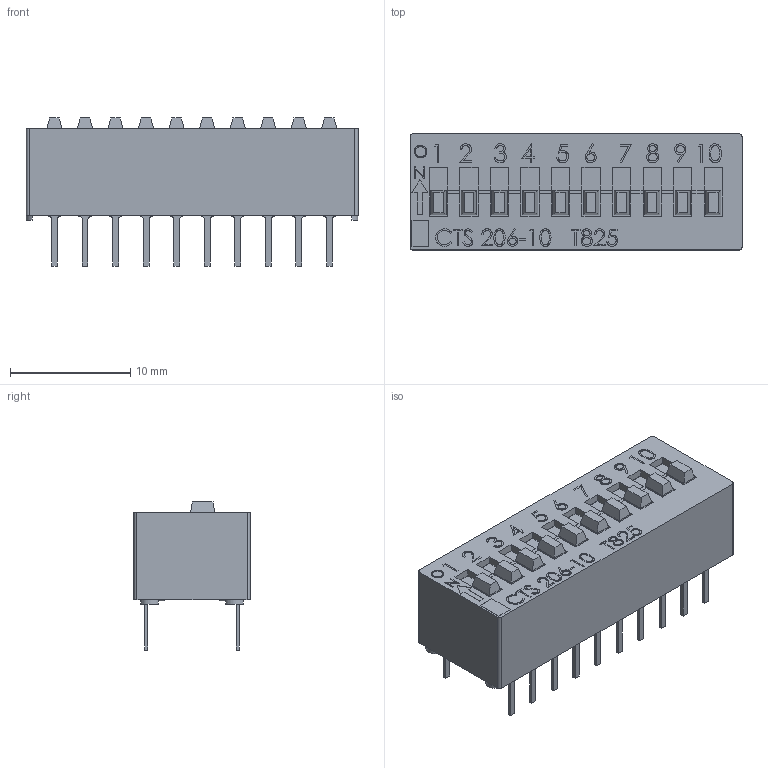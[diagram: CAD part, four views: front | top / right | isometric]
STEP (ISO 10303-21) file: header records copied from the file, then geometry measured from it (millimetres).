
FILE_DESCRIPTION (( 'STEP AP214' ), '1' );
FILE_NAME ('206-10.STEP', '2019-05-24T06:45:02', ( '' ), ( '' ), 'SwSTEP 2.0', 'SolidWorks 2019', '' );
FILE_SCHEMA (( 'AUTOMOTIVE_DESIGN' ));
Length unit declared in the file: millimetre
Products named in the file (4): 206-40-040(for 206010); 206-10; 206-56-014-35-01; 206-10 pole assembly
Assembly tree (12 placements, depth 2):
  206-10
    206-40-040(for 206010)
    206-56-014-35-01  x10
    206-10 pole assembly
Bounding box: 27.61 x 9.65 x 12.32 mm (x, y, z)
Volume: 1194 mm3; surface area: 3611.2 mm2
Topology: 12 solids, 12 shells, 1049 faces, 2846 edges, 1882 vertices
Faces by surface type: plane 747, bspline 168, cylinder 134
Entity records: 32794 total; most frequent: CARTESIAN_POINT 15175, ORIENTED_EDGE 3874, DIRECTION 2827, EDGE_CURVE 1937, VECTOR 1475, LINE 1475, VERTEX_POINT 1288, EDGE_LOOP 781
